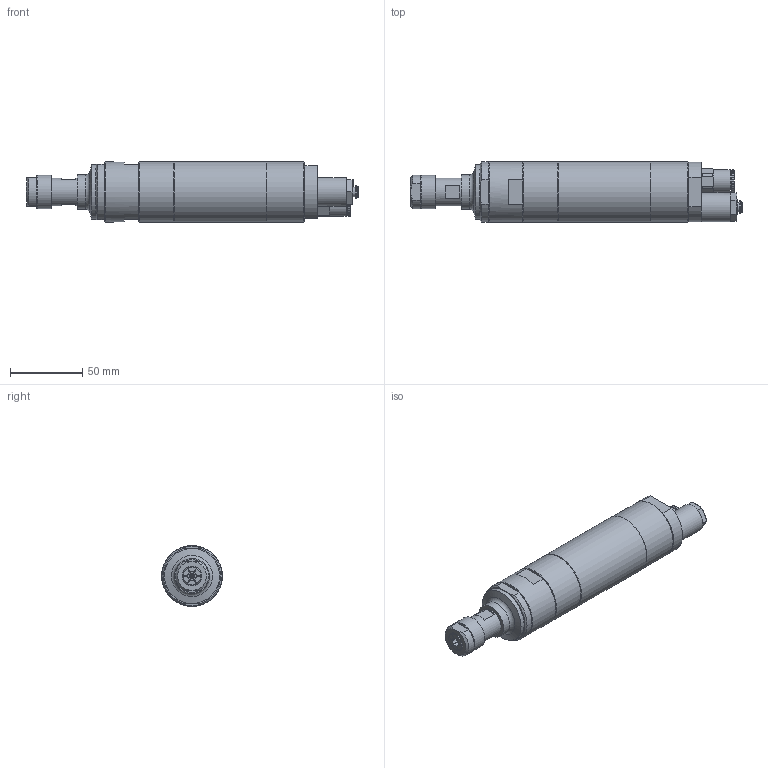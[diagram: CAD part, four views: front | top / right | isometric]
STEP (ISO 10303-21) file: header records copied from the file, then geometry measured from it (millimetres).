
FILE_DESCRIPTION(/* description */ (''),/* implementation_level */ '2;1');
FILE_NAME(/* name */ 'PGAS 4-12 RS_P60015387.stp',/* time_stamp */ '2022-04-11T11:47:39+02:00',/* author */ ('IBasyouni'),/* organization */ (''),/* preprocessor_version */ 'ST-DEVELOPER v18.1',/* originating_system */ 'Autodesk Inventor 2021',/* authorisation */ '');
FILE_SCHEMA (('AUTOMOTIVE_DESIGN { 1 0 10303 214 3 1 1 }'));
Length unit declared in the file: millimetre
Products named in the file (1): PGAS 4-12 RS_P60015387
Bounding box: 229.27 x 42 x 42 mm (x, y, z)
Volume: 235142.4 mm3; surface area: 36633.3 mm2
Topology: 1 solids, 4 shells, 355 faces, 944 edges, 605 vertices
Faces by surface type: plane 200, cone 73, cylinder 62, bspline 13, torus 7
Full cylindrical faces by diameter (mm): 1.6 x1, 6 x1, 6.5 x1, 7.5 x1, 9 x1, 10 x1, 10.5 x1, 11.2 x1, 11.445 x1, 13.2 x1, 15.5 x1, 15.75 x1, 19 x2, 19.5 x1, 20 x1, 23 x1, 24 x1, 35.635 x1, 36 x2, 38 x1, 41.5 x3, 42 x1
Entity records: 11847 total; most frequent: CARTESIAN_POINT 2831, ORIENTED_EDGE 1886, DIRECTION 1725, EDGE_CURVE 943, AXIS2_PLACEMENT_3D 639, VERTEX_POINT 605, LINE 447, VECTOR 447
